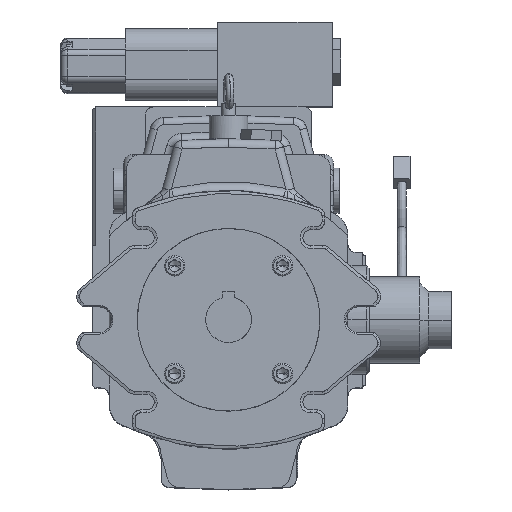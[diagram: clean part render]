
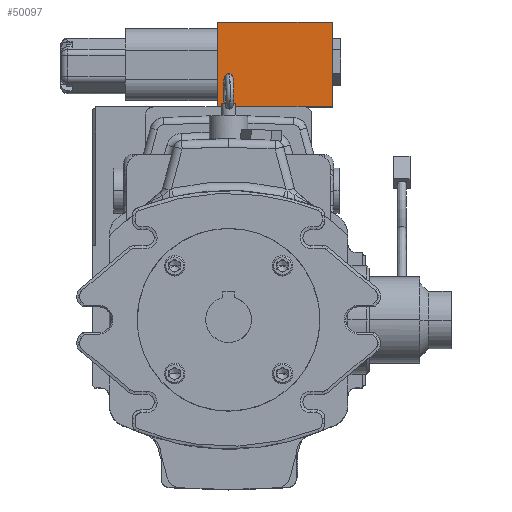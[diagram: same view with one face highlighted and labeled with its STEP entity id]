
A CAD part, top view. The second image highlights one B-rep face of the part: STEP entity #50097.
In plain terms, the highlighted face is planar.
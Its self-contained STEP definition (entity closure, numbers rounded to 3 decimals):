
#2533 = LINE ( 'NONE', #65309, #51642 ) ;
#3055 = VERTEX_POINT ( 'NONE', #37571 ) ;
#3206 = DIRECTION ( 'NONE',  ( 0., 0., -1. ) ) ;
#3879 = VECTOR ( 'NONE', #60507, 1000. ) ;
#4421 = PLANE ( 'NONE',  #17232 ) ;
#4743 = FACE_OUTER_BOUND ( 'NONE', #52782, .T. ) ;
#4955 = ORIENTED_EDGE ( 'NONE', *, *, #54534, .T. ) ;
#8856 = VERTEX_POINT ( 'NONE', #19477 ) ;
#17232 = AXIS2_PLACEMENT_3D ( 'NONE', #41777, #25650, #25313 ) ;
#18642 = LINE ( 'NONE', #23104, #3879 ) ;
#19358 = EDGE_CURVE ( 'NONE', #60707, #66507, #18642, .T. ) ;
#19477 = CARTESIAN_POINT ( 'NONE',  ( -6., 37.004, 0. ) ) ;
#23104 = CARTESIAN_POINT ( 'NONE',  ( -6., 37.004, -59. ) ) ;
#23759 = ORIENTED_EDGE ( 'NONE', *, *, #66131, .T. ) ;
#24223 = EDGE_CURVE ( 'NONE', #60707, #3055, #37240, .T. ) ;
#25313 = DIRECTION ( 'NONE',  ( 0., 0., -1. ) ) ;
#25650 = DIRECTION ( 'NONE',  ( 1., 0., 0. ) ) ;
#26285 = CARTESIAN_POINT ( 'NONE',  ( -6., -42.996, -60. ) ) ;
#31061 = DIRECTION ( 'NONE',  ( 0., 0., 1. ) ) ;
#37240 = LINE ( 'NONE', #26285, #60913 ) ;
#37571 = CARTESIAN_POINT ( 'NONE',  ( -6., -42.996, 0. ) ) ;
#41777 = CARTESIAN_POINT ( 'NONE',  ( -6., 0., 0. ) ) ;
#43096 = ORIENTED_EDGE ( 'NONE', *, *, #24223, .T. ) ;
#44337 = CARTESIAN_POINT ( 'NONE',  ( -6., 37.004, -60. ) ) ;
#45965 = CARTESIAN_POINT ( 'NONE',  ( -6., 37.004, -59. ) ) ;
#48413 = VECTOR ( 'NONE', #3206, 1000. ) ;
#49824 = LINE ( 'NONE', #44337, #48413 ) ;
#50097 = ADVANCED_FACE ( 'NONE', ( #4743 ), #4421, .F. ) ;
#51642 = VECTOR ( 'NONE', #60168, 1000. ) ;
#52423 = CARTESIAN_POINT ( 'NONE',  ( -6., -42.996, -59. ) ) ;
#52782 = EDGE_LOOP ( 'NONE', ( #4955, #55837, #43096, #23759 ) ) ;
#54534 = EDGE_CURVE ( 'NONE', #8856, #66507, #49824, .T. ) ;
#55837 = ORIENTED_EDGE ( 'NONE', *, *, #19358, .F. ) ;
#60168 = DIRECTION ( 'NONE',  ( 0., 1., 0. ) ) ;
#60507 = DIRECTION ( 'NONE',  ( 0., 1., 0. ) ) ;
#60707 = VERTEX_POINT ( 'NONE', #52423 ) ;
#60913 = VECTOR ( 'NONE', #31061, 1000. ) ;
#65309 = CARTESIAN_POINT ( 'NONE',  ( -6., -42.996, 0. ) ) ;
#66131 = EDGE_CURVE ( 'NONE', #3055, #8856, #2533, .T. ) ;
#66507 = VERTEX_POINT ( 'NONE', #45965 ) ;
